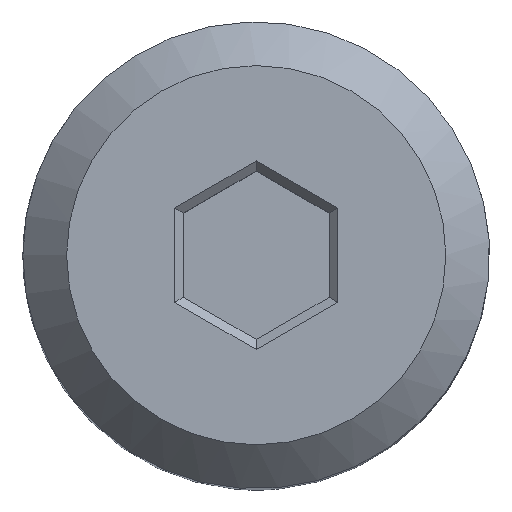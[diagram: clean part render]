
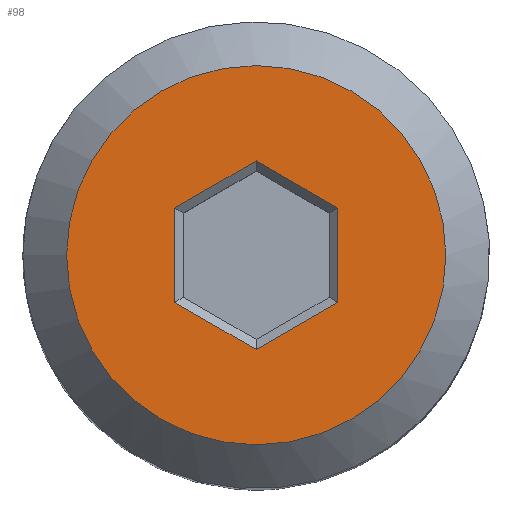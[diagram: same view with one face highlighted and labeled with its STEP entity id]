
A CAD part, top view. The second image highlights one B-rep face of the part: STEP entity #98.
In plain terms, the highlighted planar face has unit normal (0, 0, 1).
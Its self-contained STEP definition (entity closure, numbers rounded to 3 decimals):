
#98 = ADVANCED_FACE( '', ( #197, #198 ), #199, .F. );
#197 = FACE_BOUND( '', #292, .T. );
#198 = FACE_OUTER_BOUND( '', #293, .T. );
#199 = PLANE( '', #294 );
#292 = EDGE_LOOP( '', ( #507, #508, #509, #510, #511, #512 ) );
#293 = EDGE_LOOP( '', ( #513 ) );
#294 = AXIS2_PLACEMENT_3D( '', #514, #515, #516 );
#507 = ORIENTED_EDGE( '', *, *, #592, .T. );
#508 = ORIENTED_EDGE( '', *, *, #628, .T. );
#509 = ORIENTED_EDGE( '', *, *, #631, .T. );
#510 = ORIENTED_EDGE( '', *, *, #606, .T. );
#511 = ORIENTED_EDGE( '', *, *, #611, .T. );
#512 = ORIENTED_EDGE( '', *, *, #569, .T. );
#513 = ORIENTED_EDGE( '', *, *, #616, .T. );
#514 = CARTESIAN_POINT( '', ( 8., 0., 37. ) );
#515 = DIRECTION( '', ( 0., 0., -1. ) );
#516 = DIRECTION( '', ( -1., 0., 0. ) );
#569 = EDGE_CURVE( '', #671, #676, #678, .T. );
#592 = EDGE_CURVE( '', #676, #709, #711, .T. );
#606 = EDGE_CURVE( '', #733, #731, #734, .T. );
#611 = EDGE_CURVE( '', #731, #671, #739, .T. );
#616 = EDGE_CURVE( '', #744, #744, #745, .F. );
#628 = EDGE_CURVE( '', #709, #758, #760, .T. );
#631 = EDGE_CURVE( '', #758, #733, #763, .T. );
#671 = VERTEX_POINT( '', #816 );
#676 = VERTEX_POINT( '', #823 );
#678 = LINE( '', #826, #827 );
#709 = VERTEX_POINT( '', #874 );
#711 = LINE( '', #877, #878 );
#731 = VERTEX_POINT( '', #904 );
#733 = VERTEX_POINT( '', #907 );
#734 = LINE( '', #908, #909 );
#739 = LINE( '', #916, #917 );
#744 = VERTEX_POINT( '', #924 );
#745 = CIRCLE( '', #925, 6.5 );
#758 = VERTEX_POINT( '', #943 );
#760 = LINE( '', #946, #947 );
#763 = LINE( '', #951, #952 );
#816 = CARTESIAN_POINT( '', ( 2.8, 1.617, 37. ) );
#823 = CARTESIAN_POINT( '', ( 2.8, -1.617, 37. ) );
#826 = CARTESIAN_POINT( '', ( 2.8, 0., 37. ) );
#827 = VECTOR( '', #990, 1000. );
#874 = CARTESIAN_POINT( '', ( 0., -3.233, 37. ) );
#877 = CARTESIAN_POINT( '', ( 7.4, 1.039, 37. ) );
#878 = VECTOR( '', #1011, 1000. );
#904 = CARTESIAN_POINT( '', ( 0., 3.233, 37. ) );
#907 = CARTESIAN_POINT( '', ( -2.8, 1.617, 37. ) );
#908 = CARTESIAN_POINT( '', ( 4.6, 5.889, 37. ) );
#909 = VECTOR( '', #1025, 1000. );
#916 = CARTESIAN_POINT( '', ( 7.4, -1.039, 37. ) );
#917 = VECTOR( '', #1028, 1000. );
#924 = CARTESIAN_POINT( '', ( -6.5, 0., 37. ) );
#925 = AXIS2_PLACEMENT_3D( '', #1031, #1032, #1033 );
#943 = CARTESIAN_POINT( '', ( -2.8, -1.617, 37. ) );
#946 = CARTESIAN_POINT( '', ( 4.6, -5.889, 37. ) );
#947 = VECTOR( '', #1040, 1000. );
#951 = CARTESIAN_POINT( '', ( -2.8, 0., 37. ) );
#952 = VECTOR( '', #1042, 1000. );
#990 = DIRECTION( '', ( 0., -1., 0. ) );
#1011 = DIRECTION( '', ( -0.866, -0.5, 0. ) );
#1025 = DIRECTION( '', ( 0.866, 0.5, 0. ) );
#1028 = DIRECTION( '', ( 0.866, -0.5, 0. ) );
#1031 = CARTESIAN_POINT( '', ( 0., 0., 37. ) );
#1032 = DIRECTION( '', ( 0., 0., -1. ) );
#1033 = DIRECTION( '', ( -1., 0., 0. ) );
#1040 = DIRECTION( '', ( -0.866, 0.5, 0. ) );
#1042 = DIRECTION( '', ( 0., 1., 0. ) );
